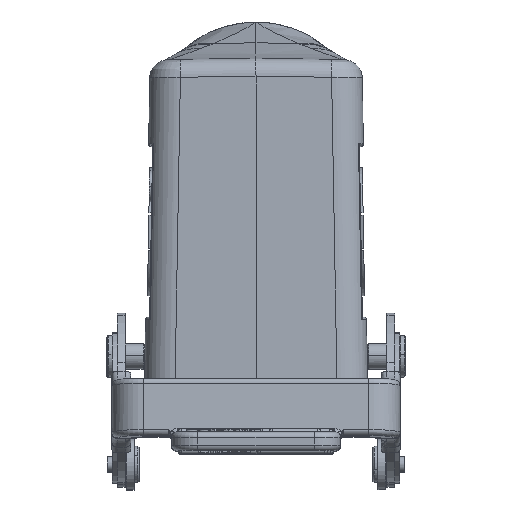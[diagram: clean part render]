
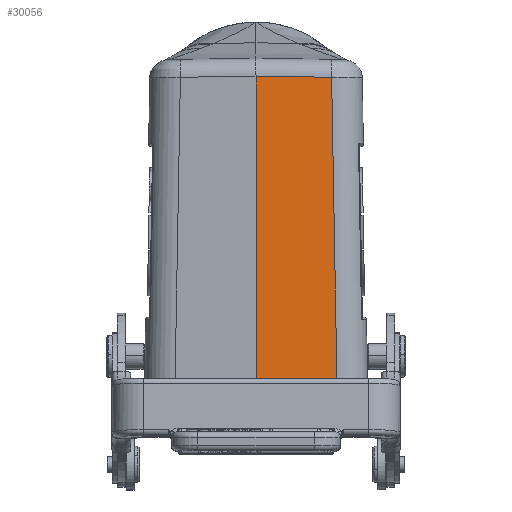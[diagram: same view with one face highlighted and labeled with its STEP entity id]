
A CAD part, top view. The second image highlights one B-rep face of the part: STEP entity #30056.
In plain terms, the highlighted planar face has unit normal (0.017, 0.018, 1).
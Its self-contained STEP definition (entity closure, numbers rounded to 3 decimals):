
#1748=CARTESIAN_POINT('',(15.57,-53.468,46.462));
#1774=DIRECTION('',(0.017,-1.,0.017));
#1775=VECTOR('',#1774,58.208);
#1776=CARTESIAN_POINT('',(14.554,4.723,45.464));
#1777=LINE('',#1776,#1775);
#1778=DIRECTION('',(0.,1.,-0.017));
#1779=VECTOR('',#1778,58.452);
#1780=CARTESIAN_POINT('',(-0.018,-53.466,
46.734));
#1781=LINE('',#1780,#1779);
#1782=DIRECTION('',(1.,-0.017,-0.017));
#1783=VECTOR('',#1782,14.577);
#1784=CARTESIAN_POINT('',(-0.018,4.977,
45.714));
#1785=LINE('',#1784,#1783);
#1797=DIRECTION('',(1.,0.,-0.017));
#1798=VECTOR('',#1797,15.59);
#1799=CARTESIAN_POINT('',(-0.018,-53.466,
46.734));
#1800=LINE('',#1799,#1798);
#24679=VERTEX_POINT('',#1748);
#24682=CARTESIAN_POINT('',(14.554,4.723,45.464));
#24683=VERTEX_POINT('',#24682);
#24690=CARTESIAN_POINT('',(-0.018,-53.466,
46.734));
#24691=VERTEX_POINT('',#24690);
#24692=CARTESIAN_POINT('',(-0.018,4.977,
45.714));
#24693=VERTEX_POINT('',#24692);
#30042=CARTESIAN_POINT('',(23.894,-54.485,
46.335));
#30043=DIRECTION('',(0.017,0.017,1.));
#30044=DIRECTION('',(0.,-1.,0.017));
#30045=AXIS2_PLACEMENT_3D('',#30042,#30043,#30044);
#30046=PLANE('',#30045);
#30047=ORIENTED_EDGE('',*,*,#30025,.T.);
#30049=ORIENTED_EDGE('',*,*,#30048,.F.);
#30051=ORIENTED_EDGE('',*,*,#30050,.T.);
#30053=ORIENTED_EDGE('',*,*,#30052,.T.);
#30054=EDGE_LOOP('',(#30047,#30049,#30051,#30053));
#30055=FACE_OUTER_BOUND('',#30054,.F.);
#30056=ADVANCED_FACE('',(#30055),#30046,.T.);
#30025=EDGE_CURVE('',#24683,#24679,#1777,.T.);
#30048=EDGE_CURVE('',#24691,#24679,#1800,.T.);
#30050=EDGE_CURVE('',#24691,#24693,#1781,.T.);
#30052=EDGE_CURVE('',#24693,#24683,#1785,.T.);
